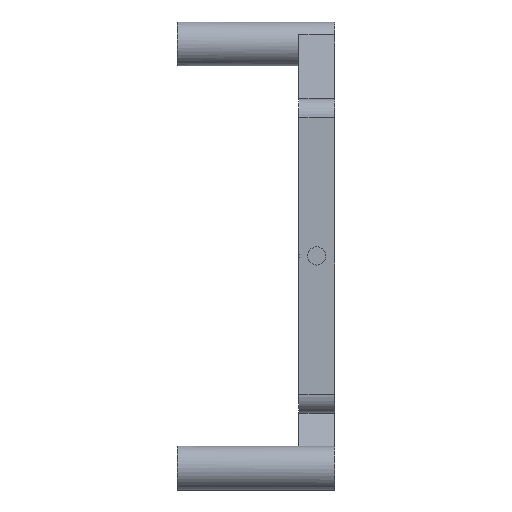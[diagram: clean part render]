
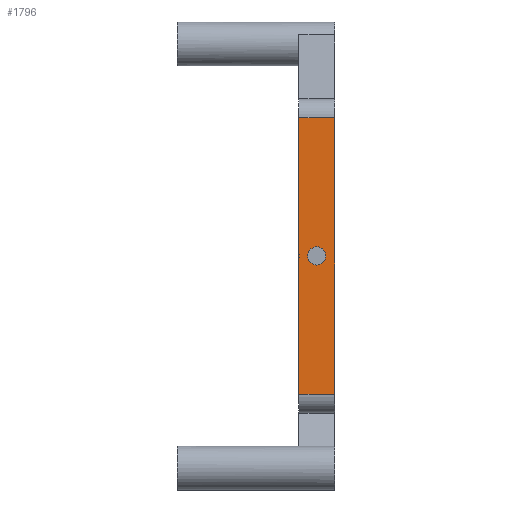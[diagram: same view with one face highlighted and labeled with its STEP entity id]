
A CAD part, left-side view. The second image highlights one B-rep face of the part: STEP entity #1796.
In plain terms, the highlighted planar face has unit normal (-1, 0, 0).
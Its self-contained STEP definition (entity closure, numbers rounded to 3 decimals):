
#47=FACE_BOUND('',#217,.T.);
#55=CIRCLE('',#1911,1.25);
#105=FACE_OUTER_BOUND('',#216,.T.);
#216=EDGE_LOOP('',(#1251,#1252,#1253,#1254,#1255,#1256));
#217=EDGE_LOOP('',(#1257));
#353=LINE('',#2641,#575);
#354=LINE('',#2644,#576);
#358=LINE('',#2651,#580);
#360=LINE('',#2656,#582);
#362=LINE('',#2663,#584);
#363=LINE('',#2664,#585);
#575=VECTOR('',#2115,10.);
#576=VECTOR('',#2118,10.);
#580=VECTOR('',#2124,10.);
#582=VECTOR('',#2130,10.);
#584=VECTOR('',#2140,10.);
#585=VECTOR('',#2141,10.);
#783=VERTEX_POINT('',#2617);
#785=VERTEX_POINT('',#2625);
#788=VERTEX_POINT('',#2639);
#789=VERTEX_POINT('',#2643);
#790=VERTEX_POINT('',#2647);
#791=VERTEX_POINT('',#2649);
#793=VERTEX_POINT('',#2662);
#941=EDGE_CURVE('',#783,#783,#55,.T.);
#953=EDGE_CURVE('',#785,#788,#353,.T.);
#954=EDGE_CURVE('',#789,#785,#354,.T.);
#958=EDGE_CURVE('',#791,#790,#358,.T.);
#961=EDGE_CURVE('',#791,#789,#360,.T.);
#964=EDGE_CURVE('',#788,#793,#362,.T.);
#965=EDGE_CURVE('',#790,#793,#363,.T.);
#1251=ORIENTED_EDGE('',*,*,#964,.T.);
#1252=ORIENTED_EDGE('',*,*,#965,.F.);
#1253=ORIENTED_EDGE('',*,*,#958,.F.);
#1254=ORIENTED_EDGE('',*,*,#961,.T.);
#1255=ORIENTED_EDGE('',*,*,#954,.T.);
#1256=ORIENTED_EDGE('',*,*,#953,.T.);
#1257=ORIENTED_EDGE('',*,*,#941,.T.);
#1707=PLANE('',#1925);
#1796=ADVANCED_FACE('',(#105,#47),#1707,.T.);
#1911=AXIS2_PLACEMENT_3D('',#2618,#2090,#2091);
#1925=AXIS2_PLACEMENT_3D('',#2661,#2138,#2139);
#2090=DIRECTION('center_axis',(1.,0.,0.));
#2091=DIRECTION('ref_axis',(0.,0.,1.));
#2115=DIRECTION('',(0.,0.,-1.));
#2118=DIRECTION('',(0.,0.,-1.));
#2124=DIRECTION('',(0.,0.,-1.));
#2130=DIRECTION('',(0.,1.,0.));
#2138=DIRECTION('center_axis',(-1.,0.,0.));
#2139=DIRECTION('ref_axis',(0.,1.,0.));
#2140=DIRECTION('',(0.,-1.,0.));
#2141=DIRECTION('',(0.,0.,-1.));
#2617=CARTESIAN_POINT('',(-53.315,11.78,-2.605));
#2618=CARTESIAN_POINT('Origin',(-53.315,11.78,-1.355));
#2625=CARTESIAN_POINT('',(-53.315,14.23,-1.355));
#2639=CARTESIAN_POINT('',(-53.315,14.23,-20.254));
#2641=CARTESIAN_POINT('',(-53.315,14.23,17.543));
#2643=CARTESIAN_POINT('',(-53.315,14.23,17.543));
#2644=CARTESIAN_POINT('',(-53.315,14.23,17.543));
#2647=CARTESIAN_POINT('',(-53.315,9.33,-1.355));
#2649=CARTESIAN_POINT('',(-53.315,9.33,17.543));
#2651=CARTESIAN_POINT('',(-53.315,9.33,17.543));
#2656=CARTESIAN_POINT('',(-53.315,9.33,17.543));
#2661=CARTESIAN_POINT('Origin',(-53.315,9.33,17.543));
#2662=CARTESIAN_POINT('',(-53.315,9.33,-20.254));
#2663=CARTESIAN_POINT('',(-53.315,10.555,-20.254));
#2664=CARTESIAN_POINT('',(-53.315,9.33,17.543));
